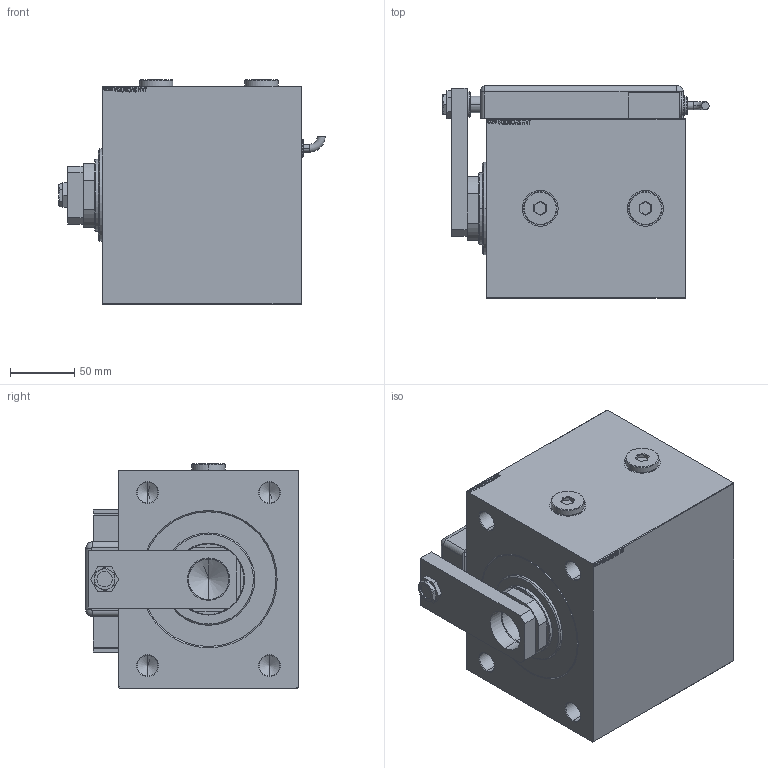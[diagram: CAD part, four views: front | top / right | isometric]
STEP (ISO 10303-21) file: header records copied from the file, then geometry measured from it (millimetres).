
FILE_DESCRIPTION (( 'STEP AP203' ), '1' );
FILE_NAME ('f5ca.STEP', '2025-04-15T18:36:34', ( '' ), ( '' ), 'SwSTEP 2.0', 'SolidWorks 2019', '' );
FILE_SCHEMA (( 'CONFIG_CONTROL_DESIGN' ));
Length unit declared in the file: millimetre
Products named in the file (14): V450CM_VC_B 0b62678bcfe4f865ff60b27f9ff2865f; ZARAZKA_Q 0b62678bcfe4f865ff60b27f9ff2865f; NUT_D13 0b62678bcfe4f865ff60b27f9ff2865f; f5ca; SWITCH DIM A_G 0b62678bcfe4f865ff60b27f9ff2865f; SWITCH Q 0b62678bcfe4f865ff60b27f9ff2865f; SWITCH_Q_FRONT_BACK 0b62678bcfe4f865ff60b27f9ff2865f; NUT_D19 0b62678bcfe4f865ff60b27f9ff2865f; MAGNETIC SWITCH Q 0b62678bcfe4f865ff60b27f9ff2865f; TYC 0b62678bcfe4f865ff60b27f9ff2865f; KRYT 0b62678bcfe4f865ff60b27f9ff2865f; V450CM_B_VCP 0b62678bcfe4f865ff60b27f9ff2865f; Zatka_OIL_PORT 0b62678bcfe4f865ff60b27f9ff2865f; V450CM_B_Body 0b62678bcfe4f865ff60b27f9ff2865f
Assembly tree (15 placements, depth 3):
  f5ca
    V450CM_B_Body 0b62678bcfe4f865ff60b27f9ff2865f
    V450CM_B_VCP 0b62678bcfe4f865ff60b27f9ff2865f
    V450CM_VC_B 0b62678bcfe4f865ff60b27f9ff2865f
    MAGNETIC SWITCH Q 0b62678bcfe4f865ff60b27f9ff2865f
      SWITCH_Q_FRONT_BACK 0b62678bcfe4f865ff60b27f9ff2865f
      TYC 0b62678bcfe4f865ff60b27f9ff2865f
      ZARAZKA_Q 0b62678bcfe4f865ff60b27f9ff2865f
      SWITCH DIM A_G 0b62678bcfe4f865ff60b27f9ff2865f
      NUT_D19 0b62678bcfe4f865ff60b27f9ff2865f
      NUT_D13 0b62678bcfe4f865ff60b27f9ff2865f
      KRYT 0b62678bcfe4f865ff60b27f9ff2865f
      SWITCH Q 0b62678bcfe4f865ff60b27f9ff2865f  x2
    Zatka_OIL_PORT 0b62678bcfe4f865ff60b27f9ff2865f  x2
Bounding box: 207.66 x 165.8 x 174.9 mm (x, y, z)
Volume: 3560288.8 mm3; surface area: 355248.5 mm2
Topology: 15 solids, 15 shells, 1316 faces, 3320 edges, 2167 vertices
Faces by surface type: plane 640, bspline 471, cylinder 123, cone 58, torus 22, sphere 2
Entity records: 61322 total; most frequent: CARTESIAN_POINT 32556, ORIENTED_EDGE 6332, DIRECTION 4100, EDGE_CURVE 3166, VERTEX_POINT 2083, LINE 1898, VECTOR 1898, EDGE_LOOP 1429
